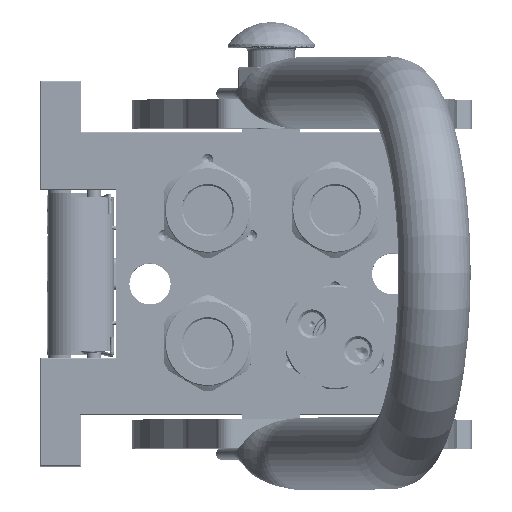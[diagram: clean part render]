
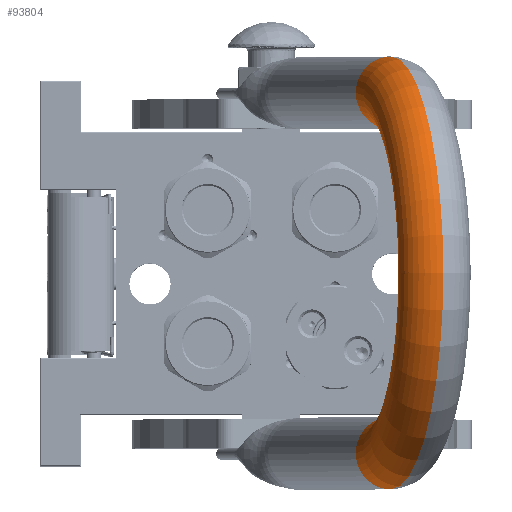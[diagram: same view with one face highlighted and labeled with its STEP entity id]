
A CAD part, top view. The second image highlights one B-rep face of the part: STEP entity #93804.
In plain terms, the highlighted toroidal (fillet/blend) face has major radius 62.25 mm and minor radius 12.5 mm.
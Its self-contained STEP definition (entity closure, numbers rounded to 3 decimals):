
#1532 = CARTESIAN_POINT ( 'NONE',  ( 74.75, 0., 125.25 ) ) ;
#3834 = CARTESIAN_POINT ( 'NONE',  ( -49.75, 0., 125.25 ) ) ;
#6541 = ORIENTED_EDGE ( 'NONE', *, *, #86887, .F. ) ;
#6687 = EDGE_LOOP ( 'NONE', ( #62279, #6541, #134678, #115256 ) ) ;
#14815 = CIRCLE ( 'NONE', #16142, 49.75 ) ;
#16142 = AXIS2_PLACEMENT_3D ( 'NONE', #138885, #139372, #104476 ) ;
#31666 = AXIS2_PLACEMENT_3D ( 'NONE', #78274, #65803, #146082 ) ;
#44426 = EDGE_CURVE ( 'NONE', #57420, #99926, #87465, .T. ) ;
#53903 = CARTESIAN_POINT ( 'NONE',  ( 49.75, 0., 125.25 ) ) ;
#56957 = TOROIDAL_SURFACE ( 'NONE', #84322, 62.25, 12.5 ) ;
#57420 = VERTEX_POINT ( 'NONE', #3834 ) ;
#58890 = CARTESIAN_POINT ( 'NONE',  ( -74.75, 0., 125.25 ) ) ;
#62279 = ORIENTED_EDGE ( 'NONE', *, *, #101325, .T. ) ;
#64780 = CARTESIAN_POINT ( 'NONE',  ( 0., 0., 125.25 ) ) ;
#65803 = DIRECTION ( 'NONE',  ( 0., 1., 0. ) ) ;
#71371 = VERTEX_POINT ( 'NONE', #53903 ) ;
#78274 = CARTESIAN_POINT ( 'NONE',  ( 0., 0., 125.25 ) ) ;
#84028 = CIRCLE ( 'NONE', #31666, 74.75 ) ;
#84322 = AXIS2_PLACEMENT_3D ( 'NONE', #64780, #87313, #111174 ) ;
#86887 = EDGE_CURVE ( 'NONE', #71371, #111333, #89839, .T. ) ;
#87313 = DIRECTION ( 'NONE',  ( 0., 1., 0. ) ) ;
#87465 = CIRCLE ( 'NONE', #104109, 12.5 ) ;
#89839 = CIRCLE ( 'NONE', #114211, 12.5 ) ;
#93804 = ADVANCED_FACE ( 'NONE', ( #128308 ), #56957, .T. ) ;
#96469 = DIRECTION ( 'NONE',  ( 0., 0., 1. ) ) ;
#99926 = VERTEX_POINT ( 'NONE', #58890 ) ;
#101325 = EDGE_CURVE ( 'NONE', #99926, #111333, #84028, .T. ) ;
#104109 = AXIS2_PLACEMENT_3D ( 'NONE', #141778, #96469, #129821 ) ;
#104476 = DIRECTION ( 'NONE',  ( -1., 0., 0. ) ) ;
#111174 = DIRECTION ( 'NONE',  ( 1., 0., 0. ) ) ;
#111333 = VERTEX_POINT ( 'NONE', #1532 ) ;
#114211 = AXIS2_PLACEMENT_3D ( 'NONE', #120416, #144893, #145851 ) ;
#115256 = ORIENTED_EDGE ( 'NONE', *, *, #44426, .T. ) ;
#118924 = EDGE_CURVE ( 'NONE', #57420, #71371, #14815, .T. ) ;
#120416 = CARTESIAN_POINT ( 'NONE',  ( 62.25, 0., 125.25 ) ) ;
#128308 = FACE_OUTER_BOUND ( 'NONE', #6687, .T. ) ;
#129821 = DIRECTION ( 'NONE',  ( 1., 0., 0. ) ) ;
#134678 = ORIENTED_EDGE ( 'NONE', *, *, #118924, .F. ) ;
#138885 = CARTESIAN_POINT ( 'NONE',  ( 0., 0., 125.25 ) ) ;
#139372 = DIRECTION ( 'NONE',  ( 0., 1., 0. ) ) ;
#141778 = CARTESIAN_POINT ( 'NONE',  ( -62.25, 0., 125.25 ) ) ;
#144893 = DIRECTION ( 'NONE',  ( 0., 0., -1. ) ) ;
#145851 = DIRECTION ( 'NONE',  ( -1., 0., 0. ) ) ;
#146082 = DIRECTION ( 'NONE',  ( -1., 0., 0. ) ) ;
